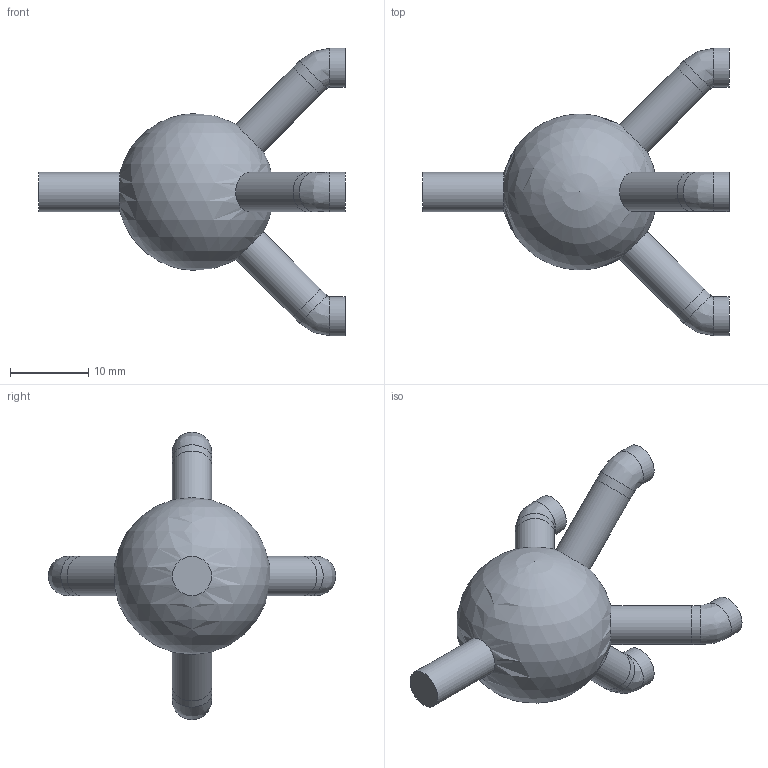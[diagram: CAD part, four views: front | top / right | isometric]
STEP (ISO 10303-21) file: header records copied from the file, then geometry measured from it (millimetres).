
FILE_DESCRIPTION(/* description */ (''),/* implementation_level */ '2;1');
FILE_NAME(/* name */ 'Misc-4-Way-Splitter-Pipe.step',/* time_stamp */ '2022-04-07T15:13:45+01:00',/* author */ (''),/* organization */ (''),/* preprocessor_version */ 'ST-DEVELOPER v18.1',/* originating_system */ 'Autodesk Translation Framework v10.13.0.1454',/* authorisation */ '');
FILE_SCHEMA (('AUTOMOTIVE_DESIGN { 1 0 10303 214 3 1 1 }'));
Length unit declared in the file: millimetre
Products named in the file (1): four way splitter with sphere for tubes
Bounding box: 39 x 36.65 x 36.65 mm (x, y, z)
Volume: 5601.7 mm3; surface area: 2406.5 mm2
Topology: 1 solids, 1 shells, 23 faces, 48 edges, 29 vertices
Faces by surface type: bspline 12, cylinder 5, plane 5, sphere 1
Full cylindrical faces by diameter (mm): 5 x5
Entity records: 830 total; most frequent: CARTESIAN_POINT 347, DIRECTION 95, ORIENTED_EDGE 92, EDGE_CURVE 46, AXIS2_PLACEMENT_3D 45, CIRCLE 33, VERTEX_POINT 29, EDGE_LOOP 27
